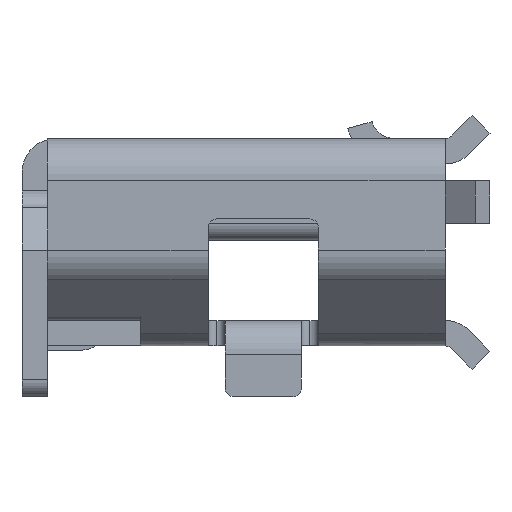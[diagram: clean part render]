
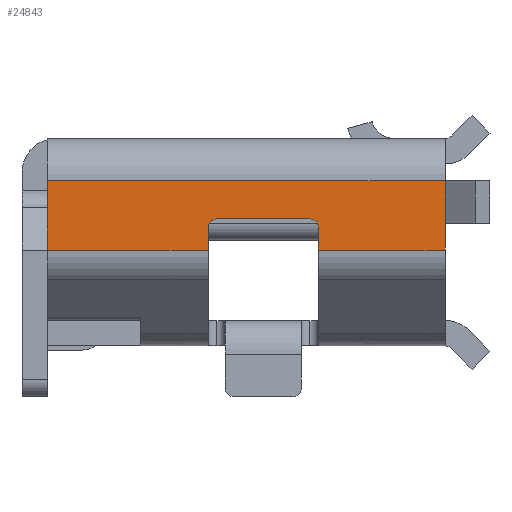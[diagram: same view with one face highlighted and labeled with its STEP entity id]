
A CAD part, left-side view. The second image highlights one B-rep face of the part: STEP entity #24843.
In plain terms, the highlighted planar face has unit normal (-1, 0, 0).
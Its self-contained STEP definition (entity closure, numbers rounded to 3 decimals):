
#7 = CARTESIAN_POINT ( 'NONE',  ( -3.75, -2.5, -0.092 ) ) ;
#112 = VERTEX_POINT ( 'NONE', #6488 ) ;
#216 = EDGE_CURVE ( 'NONE', #21770, #9987, #13443, .T. ) ;
#657 = VECTOR ( 'NONE', #19128, 1000. ) ;
#918 = VECTOR ( 'NONE', #6482, 1000. ) ;
#1146 = LINE ( 'NONE', #25508, #20471 ) ;
#1334 = EDGE_LOOP ( 'NONE', ( #13478, #21439, #7726, #9005, #16136, #1882, #16270, #14577, #8154, #19895, #4182 ) ) ;
#1422 = DIRECTION ( 'NONE',  ( 0., 0., -1. ) ) ;
#1773 = CARTESIAN_POINT ( 'NONE',  ( -3.75, 0.3, -0.092 ) ) ;
#1882 = ORIENTED_EDGE ( 'NONE', *, *, #216, .T. ) ;
#2191 = CARTESIAN_POINT ( 'NONE',  ( -3.75, -2.5, -0.092 ) ) ;
#2270 = VERTEX_POINT ( 'NONE', #1773 ) ;
#2543 = VECTOR ( 'NONE', #8464, 1000. ) ;
#2567 = VECTOR ( 'NONE', #24882, 1000. ) ;
#3092 = CARTESIAN_POINT ( 'NONE',  ( -3.75, -2.5, 0.725 ) ) ;
#3281 = EDGE_CURVE ( 'NONE', #12097, #21770, #3554, .T. ) ;
#3554 = LINE ( 'NONE', #13399, #6824 ) ;
#3836 = EDGE_CURVE ( 'NONE', #112, #20313, #1146, .T. ) ;
#4182 = ORIENTED_EDGE ( 'NONE', *, *, #6575, .T. ) ;
#4496 = VERTEX_POINT ( 'NONE', #17755 ) ;
#4806 = VECTOR ( 'NONE', #13465, 1000. ) ;
#5145 = CARTESIAN_POINT ( 'NONE',  ( -3.75, 0.2, 0.175 ) ) ;
#5347 = CARTESIAN_POINT ( 'NONE',  ( -3.75, 2.2, 0.725 ) ) ;
#6187 = CARTESIAN_POINT ( 'NONE',  ( -3.75, -1., 0.175 ) ) ;
#6482 = DIRECTION ( 'NONE',  ( 0., 1., 0. ) ) ;
#6488 = CARTESIAN_POINT ( 'NONE',  ( -3.75, -2.5, 0.225 ) ) ;
#6575 = EDGE_CURVE ( 'NONE', #20754, #23833, #23963, .T. ) ;
#6589 = CARTESIAN_POINT ( 'NONE',  ( -3.75, 0.3, 0.275 ) ) ;
#6824 = VECTOR ( 'NONE', #13271, 1000. ) ;
#6875 = DIRECTION ( 'NONE',  ( 0., 1., 0. ) ) ;
#7069 = VECTOR ( 'NONE', #7789, 1000. ) ;
#7726 = ORIENTED_EDGE ( 'NONE', *, *, #18690, .F. ) ;
#7789 = DIRECTION ( 'NONE',  ( 0., 0., -1. ) ) ;
#8154 = ORIENTED_EDGE ( 'NONE', *, *, #3836, .F. ) ;
#8401 = DIRECTION ( 'NONE',  ( 1., 0., 0. ) ) ;
#8464 = DIRECTION ( 'NONE',  ( 0., 0., -1. ) ) ;
#8862 = DIRECTION ( 'NONE',  ( 1., 0., 0. ) ) ;
#9005 = ORIENTED_EDGE ( 'NONE', *, *, #16988, .T. ) ;
#9148 = CARTESIAN_POINT ( 'NONE',  ( -3.75, -1., 0.275 ) ) ;
#9753 = EDGE_CURVE ( 'NONE', #9987, #4496, #21548, .T. ) ;
#9987 = VERTEX_POINT ( 'NONE', #6187 ) ;
#10595 = VECTOR ( 'NONE', #19789, 1000. ) ;
#10634 = CARTESIAN_POINT ( 'NONE',  ( -3.75, 2.2, -0.092 ) ) ;
#10756 = EDGE_CURVE ( 'NONE', #20754, #112, #26075, .T. ) ;
#10986 = AXIS2_PLACEMENT_3D ( 'NONE', #24981, #18568, #20567 ) ;
#11696 = CARTESIAN_POINT ( 'NONE',  ( -3.75, -2.5, 0.725 ) ) ;
#11806 = CARTESIAN_POINT ( 'NONE',  ( -3.75, -2.5, -0.092 ) ) ;
#11919 = VERTEX_POINT ( 'NONE', #19703 ) ;
#12097 = VERTEX_POINT ( 'NONE', #17151 ) ;
#13271 = DIRECTION ( 'NONE',  ( 0., -1., 0. ) ) ;
#13399 = CARTESIAN_POINT ( 'NONE',  ( -3.75, -1., 0.275 ) ) ;
#13407 = VERTEX_POINT ( 'NONE', #10634 ) ;
#13443 = CIRCLE ( 'NONE', #25404, 0.1 ) ;
#13465 = DIRECTION ( 'NONE',  ( 0., 0., -1. ) ) ;
#13478 = ORIENTED_EDGE ( 'NONE', *, *, #20899, .T. ) ;
#14577 = ORIENTED_EDGE ( 'NONE', *, *, #21332, .F. ) ;
#16136 = ORIENTED_EDGE ( 'NONE', *, *, #3281, .T. ) ;
#16270 = ORIENTED_EDGE ( 'NONE', *, *, #9753, .T. ) ;
#16314 = FACE_OUTER_BOUND ( 'NONE', #1334, .T. ) ;
#16988 = EDGE_CURVE ( 'NONE', #11919, #12097, #24831, .T. ) ;
#17151 = CARTESIAN_POINT ( 'NONE',  ( -3.75, 0.2, 0.275 ) ) ;
#17755 = CARTESIAN_POINT ( 'NONE',  ( -3.75, -1., -0.092 ) ) ;
#18568 = DIRECTION ( 'NONE',  ( 1., 0., 0. ) ) ;
#18593 = LINE ( 'NONE', #6589, #2543 ) ;
#18685 = EDGE_CURVE ( 'NONE', #2270, #13407, #20717, .T. ) ;
#18690 = EDGE_CURVE ( 'NONE', #11919, #2270, #18593, .T. ) ;
#19128 = DIRECTION ( 'NONE',  ( 0., 0., -1. ) ) ;
#19703 = CARTESIAN_POINT ( 'NONE',  ( -3.75, 0.3, 0.175 ) ) ;
#19789 = DIRECTION ( 'NONE',  ( 0., 1., 0. ) ) ;
#19895 = ORIENTED_EDGE ( 'NONE', *, *, #10756, .F. ) ;
#20313 = VERTEX_POINT ( 'NONE', #11806 ) ;
#20471 = VECTOR ( 'NONE', #1422, 1000. ) ;
#20567 = DIRECTION ( 'NONE',  ( 0., 1., 0. ) ) ;
#20665 = DIRECTION ( 'NONE',  ( 0., 1., 0. ) ) ;
#20717 = LINE ( 'NONE', #7, #2567 ) ;
#20754 = VERTEX_POINT ( 'NONE', #3092 ) ;
#20899 = EDGE_CURVE ( 'NONE', #23833, #13407, #26034, .T. ) ;
#21332 = EDGE_CURVE ( 'NONE', #20313, #4496, #24770, .T. ) ;
#21439 = ORIENTED_EDGE ( 'NONE', *, *, #18685, .F. ) ;
#21548 = LINE ( 'NONE', #9148, #657 ) ;
#21770 = VERTEX_POINT ( 'NONE', #24994 ) ;
#22423 = CARTESIAN_POINT ( 'NONE',  ( -3.75, -0.9, 0.175 ) ) ;
#23833 = VERTEX_POINT ( 'NONE', #25410 ) ;
#23929 = CARTESIAN_POINT ( 'NONE',  ( -3.75, -2.5, -0.092 ) ) ;
#23944 = PLANE ( 'NONE',  #10986 ) ;
#23963 = LINE ( 'NONE', #11696, #10595 ) ;
#24770 = LINE ( 'NONE', #2191, #918 ) ;
#24831 = CIRCLE ( 'NONE', #25278, 0.1 ) ;
#24843 = ADVANCED_FACE ( 'NONE', ( #16314 ), #23944, .F. ) ;
#24882 = DIRECTION ( 'NONE',  ( 0., 1., 0. ) ) ;
#24981 = CARTESIAN_POINT ( 'NONE',  ( -3.75, -2.5, -0.092 ) ) ;
#24994 = CARTESIAN_POINT ( 'NONE',  ( -3.75, -0.9, 0.275 ) ) ;
#25278 = AXIS2_PLACEMENT_3D ( 'NONE', #5145, #8862, #6875 ) ;
#25404 = AXIS2_PLACEMENT_3D ( 'NONE', #22423, #8401, #20665 ) ;
#25410 = CARTESIAN_POINT ( 'NONE',  ( -3.75, 2.2, 0.725 ) ) ;
#25508 = CARTESIAN_POINT ( 'NONE',  ( -3.75, -2.5, -0.092 ) ) ;
#26034 = LINE ( 'NONE', #5347, #4806 ) ;
#26075 = LINE ( 'NONE', #23929, #7069 ) ;
